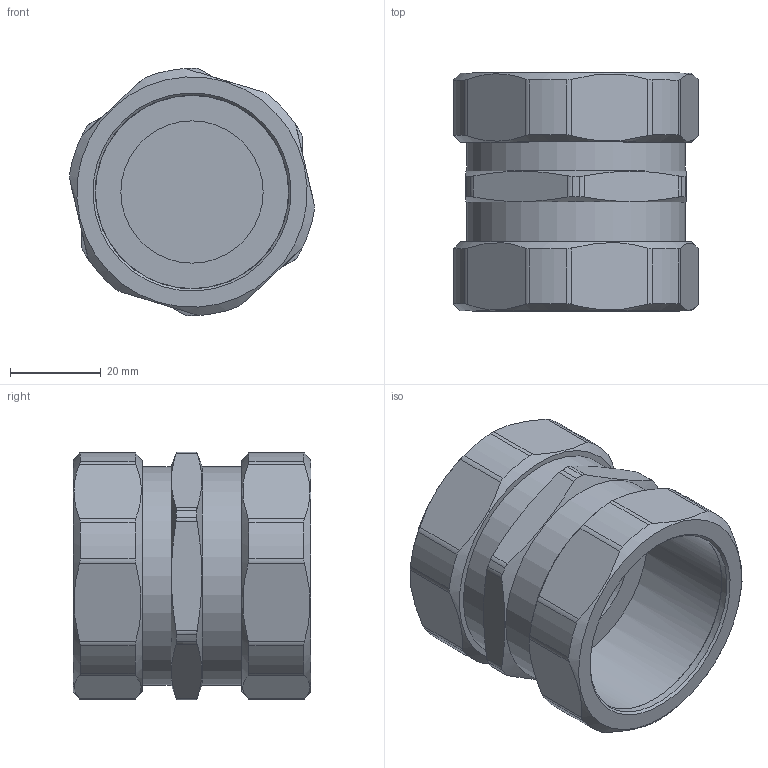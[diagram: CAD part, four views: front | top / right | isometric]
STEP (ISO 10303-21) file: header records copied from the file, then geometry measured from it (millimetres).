
FILE_DESCRIPTION(/* description */ (''),/* implementation_level */ '2;1');
FILE_NAME(/* name */ '',/* time_stamp */ '2025-06-06T17:11:39+07:00',/* author */ ('zeta-82'),/* organization */ (''),/* preprocessor_version */ 'ST-DEVELOPER v19.2',/* originating_system */ 'Autodesk Inventor 2024',/* authorisation */ '');
FILE_SCHEMA (('AUTOMOTIVE_DESIGN { 1 0 10303 214 3 1 1 }'));
Length unit declared in the file: millimetre
Products named in the file (1): АТР-32
Bounding box: 53.93 x 52.33 x 54.5 mm (x, y, z)
Volume: 40351.7 mm3; surface area: 21704.1 mm2
Topology: 1 solids, 2 shells, 100 faces, 273 edges, 182 vertices
Faces by surface type: cylinder 62, plane 27, cone 11
Full cylindrical faces by diameter (mm): 31.3 x1, 32.2 x1, 42.5 x2, 42.6 x2, 48.15 x2
Entity records: 3502 total; most frequent: CARTESIAN_POINT 996, ORIENTED_EDGE 546, DIRECTION 433, EDGE_CURVE 273, VERTEX_POINT 182, AXIS2_PLACEMENT_3D 171, EDGE_LOOP 109, FACE_OUTER_BOUND 100
